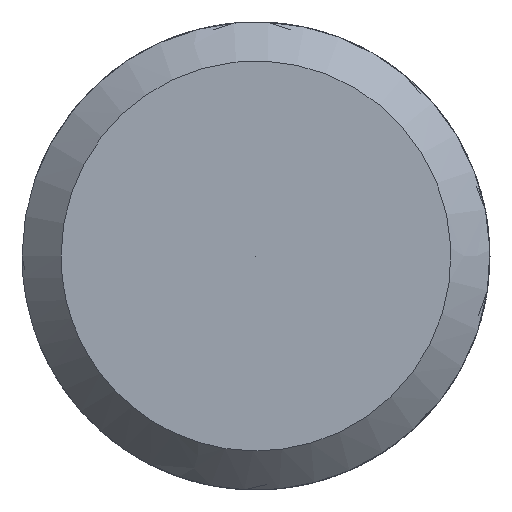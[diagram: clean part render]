
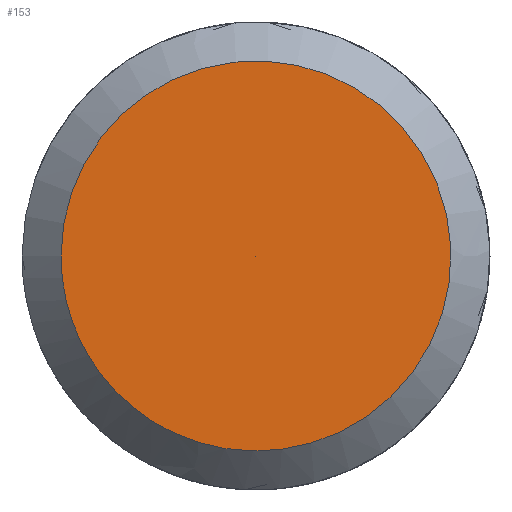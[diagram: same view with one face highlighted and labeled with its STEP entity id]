
A CAD part, left-side view. The second image highlights one B-rep face of the part: STEP entity #153.
In plain terms, the highlighted free-form (B-spline) face has degree [5, 1] with [6, 2] control points.
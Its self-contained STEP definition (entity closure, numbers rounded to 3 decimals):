
#119 = CARTESIAN_POINT ('', (-38., 1.25, 0.));
#120 = VERTEX_POINT ('', #119);
#121 = CARTESIAN_POINT ('', (-38., 0., 0.));
#122 = VERTEX_POINT ('', #121);
#123 = CARTESIAN_POINT ('', (-38., 1.25, 0.));
#124 = CARTESIAN_POINT ('', (-38., 0., 0.));
#125 = B_SPLINE_CURVE_WITH_KNOTS ('', 1, (#123, #124), .UNSPECIFIED., .F., .U., (2, 2), (0., 1.), .UNSPECIFIED.);
#126 = EDGE_CURVE ('', #120, #122, #125, .T.);
#127 = ORIENTED_EDGE ('', *, *, #126, .F.);
#128 = CARTESIAN_POINT ('', (-38., 1.25, 0.));
#129 = CARTESIAN_POINT ('', (-38., 1.25, 5.));
#130 = CARTESIAN_POINT ('', (-38., -3.75, 2.5));
#131 = CARTESIAN_POINT ('', (-38., -3.75, -2.5));
#132 = CARTESIAN_POINT ('', (-38., 1.25, -5.));
#133 = CARTESIAN_POINT ('', (-38., 1.25, 0.));
#134 = (
   BOUNDED_CURVE ()
   B_SPLINE_CURVE (5, (#128, #129, #130, #131, #132, #133), .UNSPECIFIED., .T., .U.)
   B_SPLINE_CURVE_WITH_KNOTS ((6, 6), (0., 1.), .UNSPECIFIED.)
   CURVE ()
   GEOMETRIC_REPRESENTATION_ITEM ()
   RATIONAL_B_SPLINE_CURVE ((5., 1., 1., 1., 1., 5.))
   REPRESENTATION_ITEM ('')
);
#135 = EDGE_CURVE ('', #120, #120, #134, .T.);
#136 = ORIENTED_EDGE ('', *, *, #135, .T.);
#137 = ORIENTED_EDGE ('', *, *, #126, .T.);
#138 = EDGE_LOOP ('', (#127, #136, #137));
#139 = FACE_OUTER_BOUND ('', #138, .F.);
#140 = CARTESIAN_POINT ('', (-38., 1.25, 0.));
#141 = CARTESIAN_POINT ('', (-38., 0., 0.));
#142 = CARTESIAN_POINT ('', (-38., 1.25, 5.));
#143 = CARTESIAN_POINT ('', (-38., 0., 0.));
#144 = CARTESIAN_POINT ('', (-38., -3.75, 2.5));
#145 = CARTESIAN_POINT ('', (-38., 0., 0.));
#146 = CARTESIAN_POINT ('', (-38., -3.75, -2.5));
#147 = CARTESIAN_POINT ('', (-38., 0., 0.));
#148 = CARTESIAN_POINT ('', (-38., 1.25, -5.));
#149 = CARTESIAN_POINT ('', (-38., 0., 0.));
#150 = CARTESIAN_POINT ('', (-38., 1.25, 0.));
#151 = CARTESIAN_POINT ('', (-38., 0., 0.));
#152 = (
   BOUNDED_SURFACE ()
   B_SPLINE_SURFACE (5, 1, ((#140, #141), (#142, #143), (#144, #145), (#146, #147), (#148, #149), (#150, #151)), .UNSPECIFIED., .T., .F., .U.)
   B_SPLINE_SURFACE_WITH_KNOTS ((6, 6), (2, 2), (0., 1.), (0., 1.), .UNSPECIFIED.)
   SURFACE ()
   GEOMETRIC_REPRESENTATION_ITEM ()
   RATIONAL_B_SPLINE_SURFACE (((5., 5.), (1., 1.), (1., 1.), (1., 1.), (1., 1.), (5., 5.)))
   REPRESENTATION_ITEM ('')
);
#153 = ADVANCED_FACE ('', (#139), #152, .F.);
